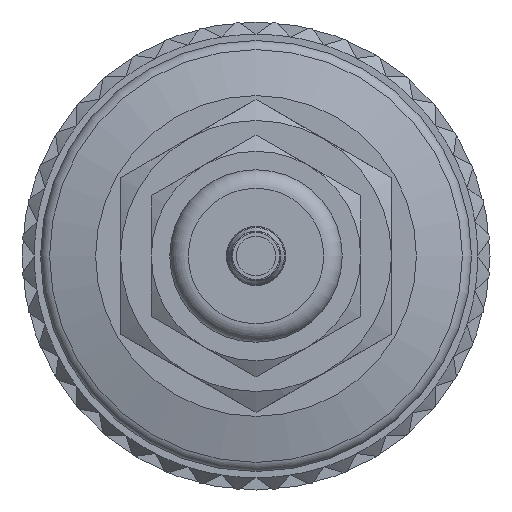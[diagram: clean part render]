
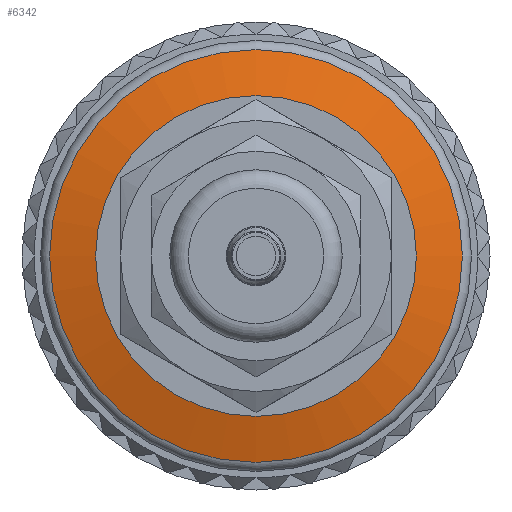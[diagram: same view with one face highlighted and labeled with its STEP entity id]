
A CAD part, front view. The second image highlights one B-rep face of the part: STEP entity #6342.
In plain terms, the highlighted conical face has half-angle 75 degrees and reference radius 16.759 mm.
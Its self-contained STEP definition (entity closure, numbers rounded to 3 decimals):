
#1377=ORIENTED_EDGE('',*,*,#2448,.F.);
#1378=ORIENTED_EDGE('',*,*,#2447,.T.);
#2447=EDGE_CURVE('',#2898,#2898,#3165,.T.);
#2448=EDGE_CURVE('',#2899,#2899,#3166,.T.);
#2898=VERTEX_POINT('',#9710);
#2899=VERTEX_POINT('',#9713);
#3165=CIRCLE('',#6831,16.759);
#3166=CIRCLE('',#6833,13.022);
#3373=EDGE_LOOP('',(#1377));
#3374=EDGE_LOOP('',(#1378));
#3731=FACE_BOUND('',#3373,.T.);
#3732=FACE_BOUND('',#3374,.T.);
#4027=CONICAL_SURFACE('',#6832,16.759,1.309);
#6342=ADVANCED_FACE('',(#3731,#3732),#4027,.T.);
#6831=AXIS2_PLACEMENT_3D('',#9709,#7783,#7784);
#6832=AXIS2_PLACEMENT_3D('',#9711,#7785,#7786);
#6833=AXIS2_PLACEMENT_3D('',#9712,#7787,#7788);
#7783=DIRECTION('',(0.,-1.,0.));
#7784=DIRECTION('',(0.,0.,-1.));
#7785=DIRECTION('',(0.,1.,0.));
#7786=DIRECTION('',(0.,0.,1.));
#7787=DIRECTION('',(0.,-1.,0.));
#7788=DIRECTION('',(0.,0.,-1.));
#9709=CARTESIAN_POINT('',(0.,26.001,0.));
#9710=CARTESIAN_POINT('',(0.,26.001,-16.759));
#9711=CARTESIAN_POINT('',(0.,26.001,0.));
#9712=CARTESIAN_POINT('',(0.,25.,0.));
#9713=CARTESIAN_POINT('',(0.,25.,-13.022));
